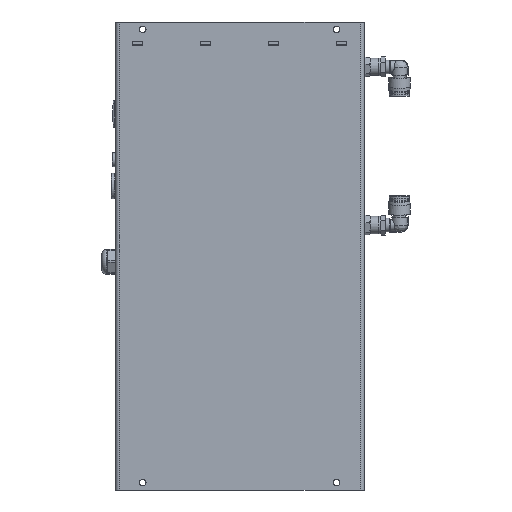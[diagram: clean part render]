
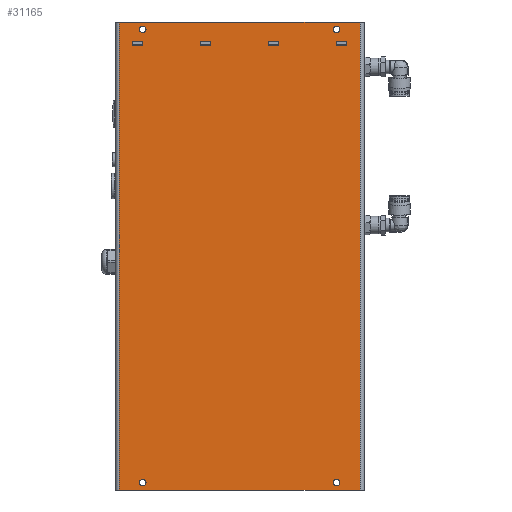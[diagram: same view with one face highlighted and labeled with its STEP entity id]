
A CAD part, front view. The second image highlights one B-rep face of the part: STEP entity #31165.
In plain terms, the highlighted planar face has unit normal (0, -1, 0).
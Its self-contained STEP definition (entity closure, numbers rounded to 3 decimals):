
#1056=FACE_BOUND('',#3231,.T.);
#1057=FACE_BOUND('',#3232,.T.);
#1058=FACE_BOUND('',#3233,.T.);
#1059=FACE_BOUND('',#3234,.T.);
#1060=FACE_BOUND('',#3235,.T.);
#1061=FACE_BOUND('',#3236,.T.);
#1062=FACE_BOUND('',#3237,.T.);
#1063=FACE_BOUND('',#3238,.T.);
#1420=FACE_OUTER_BOUND('',#3230,.T.);
#3230=EDGE_LOOP('',(#21401,#21402,#21403,#21404,#21405,#21406));
#3231=EDGE_LOOP('',(#21407));
#3232=EDGE_LOOP('',(#21408));
#3233=EDGE_LOOP('',(#21409));
#3234=EDGE_LOOP('',(#21410));
#3235=EDGE_LOOP('',(#21411,#21412,#21413,#21414));
#3236=EDGE_LOOP('',(#21415,#21416,#21417,#21418));
#3237=EDGE_LOOP('',(#21419,#21420,#21421,#21422));
#3238=EDGE_LOOP('',(#21423,#21424,#21425,#21426));
#5238=CIRCLE('',#32836,3.25);
#5239=CIRCLE('',#32837,3.25);
#5240=CIRCLE('',#32838,3.25);
#5241=CIRCLE('',#32839,3.25);
#6311=LINE('',#43667,#10039);
#6312=LINE('',#43669,#10040);
#6313=LINE('',#43671,#10041);
#6314=LINE('',#43673,#10042);
#6315=LINE('',#43675,#10043);
#6316=LINE('',#43676,#10044);
#6317=LINE('',#43687,#10045);
#6318=LINE('',#43689,#10046);
#6319=LINE('',#43691,#10047);
#6320=LINE('',#43692,#10048);
#6321=LINE('',#43695,#10049);
#6322=LINE('',#43697,#10050);
#6323=LINE('',#43699,#10051);
#6324=LINE('',#43700,#10052);
#6325=LINE('',#43703,#10053);
#6326=LINE('',#43705,#10054);
#6327=LINE('',#43707,#10055);
#6328=LINE('',#43708,#10056);
#6329=LINE('',#43711,#10057);
#6330=LINE('',#43713,#10058);
#6331=LINE('',#43715,#10059);
#6332=LINE('',#43716,#10060);
#10039=VECTOR('',#35441,1000.);
#10040=VECTOR('',#35442,1000.);
#10041=VECTOR('',#35443,1000.);
#10042=VECTOR('',#35444,1000.);
#10043=VECTOR('',#35445,1000.);
#10044=VECTOR('',#35446,1000.);
#10045=VECTOR('',#35455,1000.);
#10046=VECTOR('',#35456,1000.);
#10047=VECTOR('',#35457,1000.);
#10048=VECTOR('',#35458,1000.);
#10049=VECTOR('',#35459,1000.);
#10050=VECTOR('',#35460,1000.);
#10051=VECTOR('',#35461,1000.);
#10052=VECTOR('',#35462,1000.);
#10053=VECTOR('',#35463,1000.);
#10054=VECTOR('',#35464,1000.);
#10055=VECTOR('',#35465,1000.);
#10056=VECTOR('',#35466,1000.);
#10057=VECTOR('',#35467,1000.);
#10058=VECTOR('',#35468,1000.);
#10059=VECTOR('',#35469,1000.);
#10060=VECTOR('',#35470,1000.);
#13775=VERTEX_POINT('',#43665);
#13776=VERTEX_POINT('',#43666);
#13777=VERTEX_POINT('',#43668);
#13778=VERTEX_POINT('',#43670);
#13779=VERTEX_POINT('',#43672);
#13780=VERTEX_POINT('',#43674);
#13781=VERTEX_POINT('',#43677);
#13782=VERTEX_POINT('',#43679);
#13783=VERTEX_POINT('',#43681);
#13784=VERTEX_POINT('',#43683);
#13785=VERTEX_POINT('',#43685);
#13786=VERTEX_POINT('',#43686);
#13787=VERTEX_POINT('',#43688);
#13788=VERTEX_POINT('',#43690);
#13789=VERTEX_POINT('',#43693);
#13790=VERTEX_POINT('',#43694);
#13791=VERTEX_POINT('',#43696);
#13792=VERTEX_POINT('',#43698);
#13793=VERTEX_POINT('',#43701);
#13794=VERTEX_POINT('',#43702);
#13795=VERTEX_POINT('',#43704);
#13796=VERTEX_POINT('',#43706);
#13797=VERTEX_POINT('',#43709);
#13798=VERTEX_POINT('',#43710);
#13799=VERTEX_POINT('',#43712);
#13800=VERTEX_POINT('',#43714);
#16800=EDGE_CURVE('',#13775,#13776,#6311,.T.);
#16801=EDGE_CURVE('',#13777,#13776,#6312,.T.);
#16802=EDGE_CURVE('',#13777,#13778,#6313,.T.);
#16803=EDGE_CURVE('',#13778,#13779,#6314,.T.);
#16804=EDGE_CURVE('',#13780,#13779,#6315,.T.);
#16805=EDGE_CURVE('',#13775,#13780,#6316,.T.);
#16806=EDGE_CURVE('',#13781,#13781,#5238,.T.);
#16807=EDGE_CURVE('',#13782,#13782,#5239,.T.);
#16808=EDGE_CURVE('',#13783,#13783,#5240,.T.);
#16809=EDGE_CURVE('',#13784,#13784,#5241,.T.);
#16810=EDGE_CURVE('',#13785,#13786,#6317,.T.);
#16811=EDGE_CURVE('',#13787,#13785,#6318,.T.);
#16812=EDGE_CURVE('',#13788,#13787,#6319,.T.);
#16813=EDGE_CURVE('',#13786,#13788,#6320,.T.);
#16814=EDGE_CURVE('',#13789,#13790,#6321,.T.);
#16815=EDGE_CURVE('',#13791,#13789,#6322,.T.);
#16816=EDGE_CURVE('',#13792,#13791,#6323,.T.);
#16817=EDGE_CURVE('',#13790,#13792,#6324,.T.);
#16818=EDGE_CURVE('',#13793,#13794,#6325,.T.);
#16819=EDGE_CURVE('',#13795,#13793,#6326,.T.);
#16820=EDGE_CURVE('',#13796,#13795,#6327,.T.);
#16821=EDGE_CURVE('',#13794,#13796,#6328,.T.);
#16822=EDGE_CURVE('',#13797,#13798,#6329,.T.);
#16823=EDGE_CURVE('',#13799,#13797,#6330,.T.);
#16824=EDGE_CURVE('',#13800,#13799,#6331,.T.);
#16825=EDGE_CURVE('',#13798,#13800,#6332,.T.);
#21401=ORIENTED_EDGE('',*,*,#16800,.T.);
#21402=ORIENTED_EDGE('',*,*,#16801,.F.);
#21403=ORIENTED_EDGE('',*,*,#16802,.T.);
#21404=ORIENTED_EDGE('',*,*,#16803,.T.);
#21405=ORIENTED_EDGE('',*,*,#16804,.F.);
#21406=ORIENTED_EDGE('',*,*,#16805,.F.);
#21407=ORIENTED_EDGE('',*,*,#16806,.T.);
#21408=ORIENTED_EDGE('',*,*,#16807,.T.);
#21409=ORIENTED_EDGE('',*,*,#16808,.T.);
#21410=ORIENTED_EDGE('',*,*,#16809,.T.);
#21411=ORIENTED_EDGE('',*,*,#16810,.F.);
#21412=ORIENTED_EDGE('',*,*,#16811,.F.);
#21413=ORIENTED_EDGE('',*,*,#16812,.F.);
#21414=ORIENTED_EDGE('',*,*,#16813,.F.);
#21415=ORIENTED_EDGE('',*,*,#16814,.F.);
#21416=ORIENTED_EDGE('',*,*,#16815,.F.);
#21417=ORIENTED_EDGE('',*,*,#16816,.F.);
#21418=ORIENTED_EDGE('',*,*,#16817,.F.);
#21419=ORIENTED_EDGE('',*,*,#16818,.F.);
#21420=ORIENTED_EDGE('',*,*,#16819,.F.);
#21421=ORIENTED_EDGE('',*,*,#16820,.F.);
#21422=ORIENTED_EDGE('',*,*,#16821,.F.);
#21423=ORIENTED_EDGE('',*,*,#16822,.F.);
#21424=ORIENTED_EDGE('',*,*,#16823,.F.);
#21425=ORIENTED_EDGE('',*,*,#16824,.F.);
#21426=ORIENTED_EDGE('',*,*,#16825,.F.);
#29911=PLANE('',#32835);
#31165=ADVANCED_FACE('',(#1420,#1056,#1057,#1058,#1059,#1060,#1061,#1062,
#1063),#29911,.F.);
#32835=AXIS2_PLACEMENT_3D('',#43664,#35439,#35440);
#32836=AXIS2_PLACEMENT_3D('',#43678,#35447,#35448);
#32837=AXIS2_PLACEMENT_3D('',#43680,#35449,#35450);
#32838=AXIS2_PLACEMENT_3D('',#43682,#35451,#35452);
#32839=AXIS2_PLACEMENT_3D('',#43684,#35453,#35454);
#35439=DIRECTION('center_axis',(0.,1.,0.));
#35440=DIRECTION('ref_axis',(0.,0.,1.));
#35441=DIRECTION('',(0.,0.,1.));
#35442=DIRECTION('',(1.,0.,0.));
#35443=DIRECTION('',(-1.,0.,0.));
#35444=DIRECTION('',(0.,0.,-1.));
#35445=DIRECTION('',(-1.,0.,0.));
#35446=DIRECTION('',(-1.,0.,0.));
#35447=DIRECTION('center_axis',(0.,1.,0.));
#35448=DIRECTION('ref_axis',(0.,0.,1.));
#35449=DIRECTION('center_axis',(0.,1.,0.));
#35450=DIRECTION('ref_axis',(0.,0.,1.));
#35451=DIRECTION('center_axis',(0.,1.,0.));
#35452=DIRECTION('ref_axis',(0.,0.,1.));
#35453=DIRECTION('center_axis',(0.,1.,0.));
#35454=DIRECTION('ref_axis',(0.,0.,1.));
#35455=DIRECTION('',(1.,0.,0.));
#35456=DIRECTION('',(0.,0.,-1.));
#35457=DIRECTION('',(-1.,0.,0.));
#35458=DIRECTION('',(0.,0.,1.));
#35459=DIRECTION('',(0.,0.,-1.));
#35460=DIRECTION('',(-1.,0.,0.));
#35461=DIRECTION('',(0.,0.,1.));
#35462=DIRECTION('',(1.,0.,0.));
#35463=DIRECTION('',(0.,0.,-1.));
#35464=DIRECTION('',(-1.,0.,0.));
#35465=DIRECTION('',(0.,0.,1.));
#35466=DIRECTION('',(1.,0.,0.));
#35467=DIRECTION('',(1.,0.,0.));
#35468=DIRECTION('',(0.,0.,-1.));
#35469=DIRECTION('',(-1.,0.,0.));
#35470=DIRECTION('',(0.,0.,1.));
#43664=CARTESIAN_POINT('Origin',(-10.,0.,-8.75));
#43665=CARTESIAN_POINT('',(118.1,0.,-229.25));
#43666=CARTESIAN_POINT('',(118.1,0.,229.25));
#43667=CARTESIAN_POINT('',(118.1,0.,-244.75));
#43668=CARTESIAN_POINT('',(-108.1,0.,229.25));
#43669=CARTESIAN_POINT('',(120.,0.,229.25));
#43670=CARTESIAN_POINT('',(-118.1,0.,229.25));
#43671=CARTESIAN_POINT('',(-138.1,0.,229.25));
#43672=CARTESIAN_POINT('',(-118.1,0.,-229.25));
#43673=CARTESIAN_POINT('',(-118.1,0.,227.25));
#43674=CARTESIAN_POINT('',(-108.1,0.,-229.25));
#43675=CARTESIAN_POINT('',(-10.,0.,-229.25));
#43676=CARTESIAN_POINT('',(120.,0.,-229.25));
#43677=CARTESIAN_POINT('',(-95.,0.,218.75));
#43678=CARTESIAN_POINT('Origin',(-95.,0.,222.));
#43679=CARTESIAN_POINT('',(95.,0.,-225.25));
#43680=CARTESIAN_POINT('Origin',(95.,0.,-222.));
#43681=CARTESIAN_POINT('',(-95.,0.,-225.25));
#43682=CARTESIAN_POINT('Origin',(-95.,0.,-222.));
#43683=CARTESIAN_POINT('',(95.,0.,218.75));
#43684=CARTESIAN_POINT('Origin',(95.,0.,222.));
#43685=CARTESIAN_POINT('',(-105.1,0.,206.65));
#43686=CARTESIAN_POINT('',(-94.9,0.,206.65));
#43687=CARTESIAN_POINT('',(-105.1,0.,206.65));
#43688=CARTESIAN_POINT('',(-105.1,0.,209.85));
#43689=CARTESIAN_POINT('',(-105.1,0.,206.65));
#43690=CARTESIAN_POINT('',(-94.9,0.,209.85));
#43691=CARTESIAN_POINT('',(-94.9,0.,209.85));
#43692=CARTESIAN_POINT('',(-94.9,0.,209.85));
#43693=CARTESIAN_POINT('',(-38.433,0.,209.85));
#43694=CARTESIAN_POINT('',(-38.433,0.,206.65));
#43695=CARTESIAN_POINT('',(-38.433,0.,209.85));
#43696=CARTESIAN_POINT('',(-28.233,0.,209.85));
#43697=CARTESIAN_POINT('',(-28.233,0.,209.85));
#43698=CARTESIAN_POINT('',(-28.233,0.,206.65));
#43699=CARTESIAN_POINT('',(-28.233,0.,206.65));
#43700=CARTESIAN_POINT('',(-38.433,0.,206.65));
#43701=CARTESIAN_POINT('',(28.233,0.,209.85));
#43702=CARTESIAN_POINT('',(28.233,0.,206.65));
#43703=CARTESIAN_POINT('',(28.233,0.,209.85));
#43704=CARTESIAN_POINT('',(38.433,0.,209.85));
#43705=CARTESIAN_POINT('',(38.433,0.,209.85));
#43706=CARTESIAN_POINT('',(38.433,0.,206.65));
#43707=CARTESIAN_POINT('',(38.433,0.,206.65));
#43708=CARTESIAN_POINT('',(28.233,0.,206.65));
#43709=CARTESIAN_POINT('',(94.9,0.,206.65));
#43710=CARTESIAN_POINT('',(105.1,0.,206.65));
#43711=CARTESIAN_POINT('',(94.9,0.,206.65));
#43712=CARTESIAN_POINT('',(94.9,0.,209.85));
#43713=CARTESIAN_POINT('',(94.9,0.,206.65));
#43714=CARTESIAN_POINT('',(105.1,0.,209.85));
#43715=CARTESIAN_POINT('',(105.1,0.,209.85));
#43716=CARTESIAN_POINT('',(105.1,0.,209.85));
